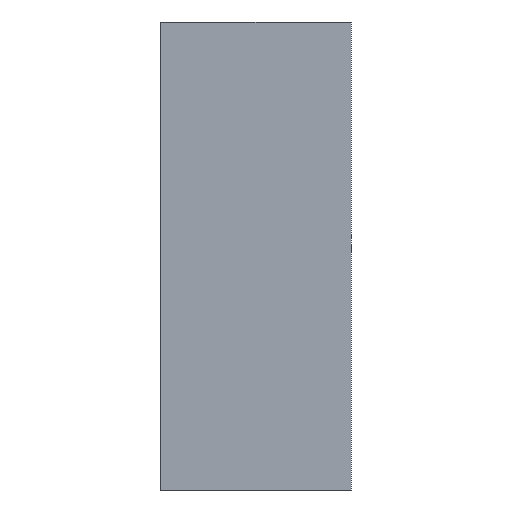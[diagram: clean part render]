
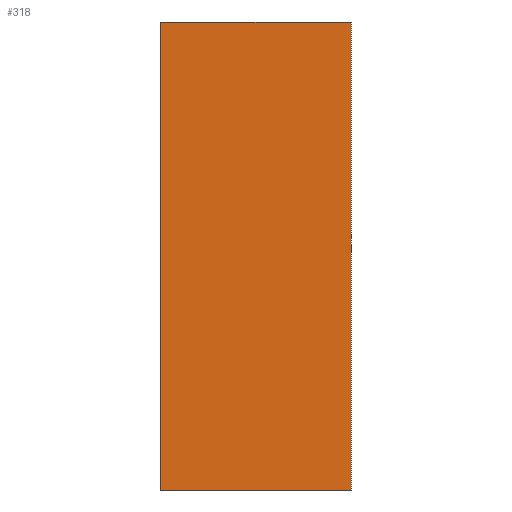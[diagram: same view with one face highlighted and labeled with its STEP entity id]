
A CAD part, left-side view. The second image highlights one B-rep face of the part: STEP entity #318.
In plain terms, the highlighted planar face has unit normal (-1, 0, 0).
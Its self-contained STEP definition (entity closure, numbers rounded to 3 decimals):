
#25 = LINE ( 'NONE', #108, #226 ) ;
#51 = DIRECTION ( 'NONE',  ( 0., -1., 0. ) ) ;
#78 = VECTOR ( 'NONE', #545, 1000. ) ;
#108 = CARTESIAN_POINT ( 'NONE',  ( -1.6, 0., 0.8 ) ) ;
#119 = ORIENTED_EDGE ( 'NONE', *, *, #1070, .F. ) ;
#121 = CARTESIAN_POINT ( 'NONE',  ( -1.6, 0.65, 0.8 ) ) ;
#130 = EDGE_CURVE ( 'NONE', #790, #403, #369, .T. ) ;
#202 = DIRECTION ( 'NONE',  ( 0., 0., -1. ) ) ;
#226 = VECTOR ( 'NONE', #202, 1000. ) ;
#236 = CARTESIAN_POINT ( 'NONE',  ( -1.6, 0., -0.8 ) ) ;
#260 = DIRECTION ( 'NONE',  ( 0., 1., 0. ) ) ;
#279 = VECTOR ( 'NONE', #51, 1000. ) ;
#293 = EDGE_LOOP ( 'NONE', ( #475, #430, #119, #296 ) ) ;
#296 = ORIENTED_EDGE ( 'NONE', *, *, #130, .T. ) ;
#318 = ADVANCED_FACE ( 'NONE', ( #949 ), #928, .F. ) ;
#369 = LINE ( 'NONE', #451, #78 ) ;
#403 = VERTEX_POINT ( 'NONE', #497 ) ;
#430 = ORIENTED_EDGE ( 'NONE', *, *, #774, .F. ) ;
#432 = CARTESIAN_POINT ( 'NONE',  ( -1.6, 0., -0.8 ) ) ;
#449 = DIRECTION ( 'NONE',  ( 1., 0., 0. ) ) ;
#451 = CARTESIAN_POINT ( 'NONE',  ( -1.6, 0.65, 0.8 ) ) ;
#475 = ORIENTED_EDGE ( 'NONE', *, *, #960, .T. ) ;
#497 = CARTESIAN_POINT ( 'NONE',  ( -1.6, 0.65, -0.8 ) ) ;
#544 = DIRECTION ( 'NONE',  ( 0., -1., 0. ) ) ;
#545 = DIRECTION ( 'NONE',  ( 0., 0., -1. ) ) ;
#614 = LINE ( 'NONE', #236, #279 ) ;
#754 = CARTESIAN_POINT ( 'NONE',  ( -1.6, 0., 0.8 ) ) ;
#755 = VECTOR ( 'NONE', #544, 1000. ) ;
#774 = EDGE_CURVE ( 'NONE', #828, #932, #25, .T. ) ;
#790 = VERTEX_POINT ( 'NONE', #121 ) ;
#793 = CARTESIAN_POINT ( 'NONE',  ( -1.6, 0., 0.8 ) ) ;
#828 = VERTEX_POINT ( 'NONE', #793 ) ;
#854 = AXIS2_PLACEMENT_3D ( 'NONE', #754, #449, #260 ) ;
#924 = CARTESIAN_POINT ( 'NONE',  ( -1.6, 0., 0.8 ) ) ;
#928 = PLANE ( 'NONE',  #854 ) ;
#932 = VERTEX_POINT ( 'NONE', #432 ) ;
#933 = LINE ( 'NONE', #924, #755 ) ;
#949 = FACE_OUTER_BOUND ( 'NONE', #293, .T. ) ;
#960 = EDGE_CURVE ( 'NONE', #403, #932, #614, .T. ) ;
#1070 = EDGE_CURVE ( 'NONE', #790, #828, #933, .T. ) ;
